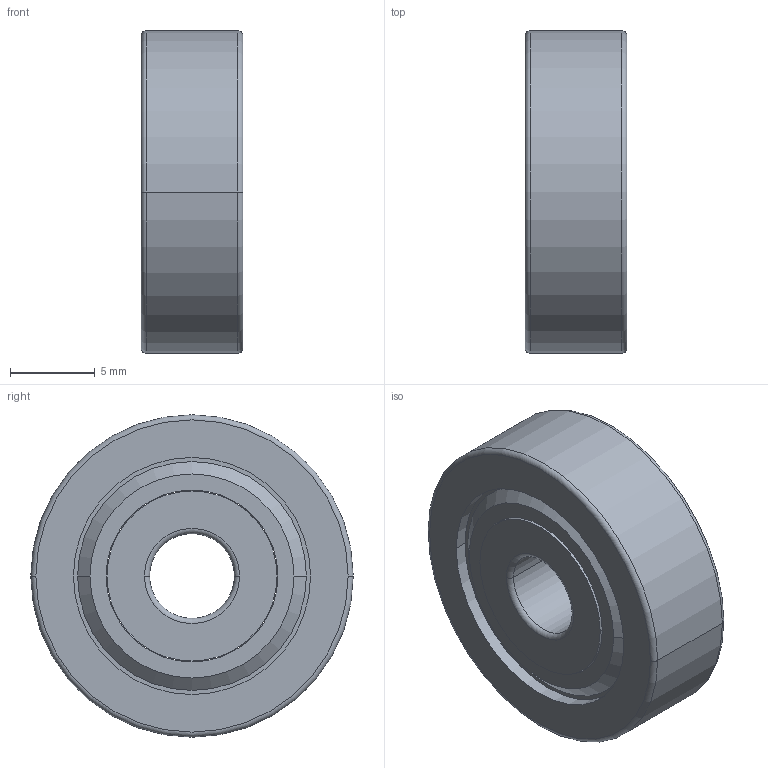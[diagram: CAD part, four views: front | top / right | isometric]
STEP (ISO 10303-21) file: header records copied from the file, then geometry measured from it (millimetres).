
FILE_DESCRIPTION((''),'2;1');
FILE_NAME('635HZZ','2025-07-26T',('SYSTEM'),(''),'PRO/ENGINEER BY PARAMETRIC TECHNOLOGY CORPORATION, 2016360','PRO/ENGINEER BY PARAMETRIC TECHNOLOGY CORPORATION, 2016360','');
FILE_SCHEMA(('AUTOMOTIVE_DESIGN { 1 0 10303 214 1 1 1 1 }'));
Length unit declared in the file: inch
Products named in the file (1): 635HZZ
Bounding box: 5.99 x 19 x 19 mm (x, y, z)
Volume: 1333.3 mm3; surface area: 2002.9 mm2
Topology: 3 solids, 3 shells, 84 faces, 204 edges, 112 vertices
Faces by surface type: sphere 32, cylinder 24, torus 12, plane 12, cone 4
Entity records: 3037 total; most frequent: CARTESIAN_POINT 926, DIRECTION 416, ORIENTED_EDGE 344, AXIS2_PLACEMENT_3D 192, EDGE_CURVE 172, COLOUR_RGB 114, VERTEX_POINT 112, EDGE_LOOP 108
